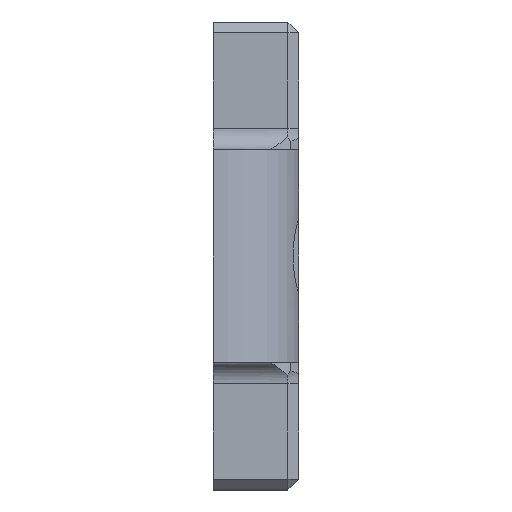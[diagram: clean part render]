
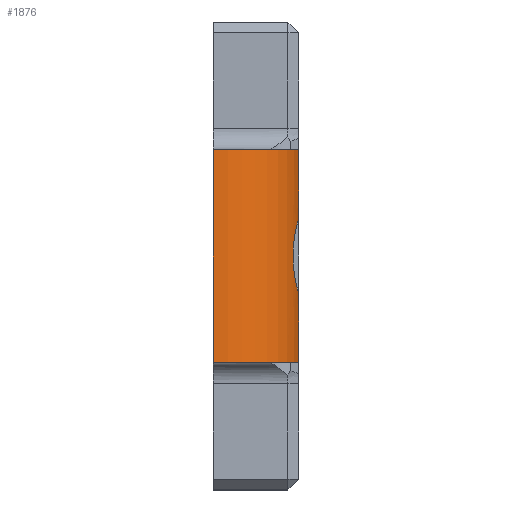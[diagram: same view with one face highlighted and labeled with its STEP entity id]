
A CAD part, left-side view. The second image highlights one B-rep face of the part: STEP entity #1876.
In plain terms, the highlighted cylindrical face has radius 8.25 mm (diameter 16.5 mm), a partial arc.
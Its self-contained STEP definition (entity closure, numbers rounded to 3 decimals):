
#36 = AXIS2_PLACEMENT_3D ( 'NONE', #291, #137, #970 ) ;
#88 = VECTOR ( 'NONE', #803, 1000. ) ;
#137 = DIRECTION ( 'NONE',  ( 0., 0., 1. ) ) ;
#150 = CARTESIAN_POINT ( 'NONE',  ( -74.016, 0., 10. ) ) ;
#165 = DIRECTION ( 'NONE',  ( 0., 0., -1. ) ) ;
#233 = EDGE_CURVE ( 'NONE', #308, #592, #632, .T. ) ;
#280 = CARTESIAN_POINT ( 'NONE',  ( -80.25, 8., 10. ) ) ;
#281 = DIRECTION ( 'NONE',  ( 0., 0., 1. ) ) ;
#282 = CARTESIAN_POINT ( 'NONE',  ( -74.835, 0.25, -2.475 ) ) ;
#291 = CARTESIAN_POINT ( 'NONE',  ( -72., 8., -10. ) ) ;
#308 = VERTEX_POINT ( 'NONE', #666 ) ;
#337 = CIRCLE ( 'NONE', #36, 8.25 ) ;
#393 = ORIENTED_EDGE ( 'NONE', *, *, #1745, .T. ) ;
#404 = EDGE_CURVE ( 'NONE', #2163, #1706, #1356, .T. ) ;
#408 = DIRECTION ( 'NONE',  ( 1., 0., 0. ) ) ;
#427 = VECTOR ( 'NONE', #281, 1000. ) ;
#469 = CARTESIAN_POINT ( 'NONE',  ( -74.835, 0.25, 2.474 ) ) ;
#486 = EDGE_CURVE ( 'NONE', #2332, #308, #337, .T. ) ;
#530 = CARTESIAN_POINT ( 'NONE',  ( -72., 8., 10. ) ) ;
#541 = FACE_OUTER_BOUND ( 'NONE', #2067, .T. ) ;
#592 = VERTEX_POINT ( 'NONE', #1453 ) ;
#632 = LINE ( 'NONE', #2073, #427 ) ;
#659 = ORIENTED_EDGE ( 'NONE', *, *, #486, .T. ) ;
#666 = CARTESIAN_POINT ( 'NONE',  ( -74.016, 0., -10. ) ) ;
#681 = CARTESIAN_POINT ( 'NONE',  ( -75.231, 0.408, 1.601 ) ) ;
#695 = CARTESIAN_POINT ( 'NONE',  ( -74.016, 0., 3.455 ) ) ;
#803 = DIRECTION ( 'NONE',  ( 0., 0., 1. ) ) ;
#810 = ORIENTED_EDGE ( 'NONE', *, *, #1420, .T. ) ;
#820 = CARTESIAN_POINT ( 'NONE',  ( -75.326, 0.45, -1.284 ) ) ;
#844 = CARTESIAN_POINT ( 'NONE',  ( -75.449, 0.505, 0.652 ) ) ;
#868 = CARTESIAN_POINT ( 'NONE',  ( -74.469, 0.126, 3.002 ) ) ;
#970 = DIRECTION ( 'NONE',  ( 1., 0., 0. ) ) ;
#1020 = LINE ( 'NONE', #2237, #88 ) ;
#1029 = CARTESIAN_POINT ( 'NONE',  ( -75.325, 0.449, 1.286 ) ) ;
#1031 = B_SPLINE_CURVE_WITH_KNOTS ( 'NONE', 3,
 ( #1751, #1367, #1902, #282, #2301, #2279, #820, #1228, #1052, #2290, #844, #1029, #681, #1549, #469, #868, #1179, #695 ),
 .UNSPECIFIED., .F., .F.,
 ( 4, 2, 2, 2, 2, 2, 2, 2, 4 ),
 ( 0., 0.001, 0.002, 0.003, 0.004, 0.005, 0.006, 0.007, 0.008 ),
 .UNSPECIFIED. ) ;
#1049 = DIRECTION ( 'NONE',  ( 0., 0., -1. ) ) ;
#1052 = CARTESIAN_POINT ( 'NONE',  ( -75.48, 0.52, -0.325 ) ) ;
#1065 = ORIENTED_EDGE ( 'NONE', *, *, #233, .T. ) ;
#1083 = CARTESIAN_POINT ( 'NONE',  ( -80.25, 8., -10. ) ) ;
#1086 = CYLINDRICAL_SURFACE ( 'NONE', #1667, 8.25 ) ;
#1128 = CARTESIAN_POINT ( 'NONE',  ( -72., 8., 10. ) ) ;
#1179 = CARTESIAN_POINT ( 'NONE',  ( -74.257, 0.061, 3.244 ) ) ;
#1198 = ORIENTED_EDGE ( 'NONE', *, *, #404, .F. ) ;
#1228 = CARTESIAN_POINT ( 'NONE',  ( -75.449, 0.505, -0.65 ) ) ;
#1294 = DIRECTION ( 'NONE',  ( 0., 0., 1. ) ) ;
#1356 = CIRCLE ( 'NONE', #1960, 8.25 ) ;
#1367 = CARTESIAN_POINT ( 'NONE',  ( -74.257, 0.061, -3.244 ) ) ;
#1420 = EDGE_CURVE ( 'NONE', #1765, #1706, #1020, .T. ) ;
#1453 = CARTESIAN_POINT ( 'NONE',  ( -74.016, 0., -3.455 ) ) ;
#1509 = LINE ( 'NONE', #2106, #1946 ) ;
#1549 = CARTESIAN_POINT ( 'NONE',  ( -74.986, 0.308, 2.194 ) ) ;
#1667 = AXIS2_PLACEMENT_3D ( 'NONE', #530, #165, #2328 ) ;
#1706 = VERTEX_POINT ( 'NONE', #150 ) ;
#1745 = EDGE_CURVE ( 'NONE', #592, #1765, #1031, .T. ) ;
#1751 = CARTESIAN_POINT ( 'NONE',  ( -74.016, 0., -3.455 ) ) ;
#1765 = VERTEX_POINT ( 'NONE', #1912 ) ;
#1875 = ORIENTED_EDGE ( 'NONE', *, *, #2088, .T. ) ;
#1876 = ADVANCED_FACE ( 'NONE', ( #541 ), #1086, .T. ) ;
#1902 = CARTESIAN_POINT ( 'NONE',  ( -74.468, 0.125, -3.004 ) ) ;
#1912 = CARTESIAN_POINT ( 'NONE',  ( -74.016, 0., 3.455 ) ) ;
#1946 = VECTOR ( 'NONE', #1049, 1000. ) ;
#1960 = AXIS2_PLACEMENT_3D ( 'NONE', #1128, #1294, #408 ) ;
#2067 = EDGE_LOOP ( 'NONE', ( #1065, #393, #810, #1198, #1875, #659 ) ) ;
#2073 = CARTESIAN_POINT ( 'NONE',  ( -74.016, 0., 10. ) ) ;
#2088 = EDGE_CURVE ( 'NONE', #2163, #2332, #1509, .T. ) ;
#2106 = CARTESIAN_POINT ( 'NONE',  ( -80.25, 8., 10. ) ) ;
#2163 = VERTEX_POINT ( 'NONE', #280 ) ;
#2237 = CARTESIAN_POINT ( 'NONE',  ( -74.016, 0., 10. ) ) ;
#2279 = CARTESIAN_POINT ( 'NONE',  ( -75.232, 0.408, -1.598 ) ) ;
#2290 = CARTESIAN_POINT ( 'NONE',  ( -75.48, 0.52, 0.33 ) ) ;
#2301 = CARTESIAN_POINT ( 'NONE',  ( -74.987, 0.308, -2.193 ) ) ;
#2328 = DIRECTION ( 'NONE',  ( -1., 0., 0. ) ) ;
#2332 = VERTEX_POINT ( 'NONE', #1083 ) ;
